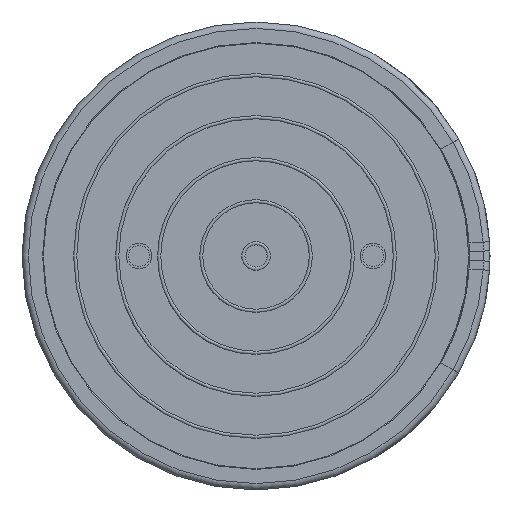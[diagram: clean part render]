
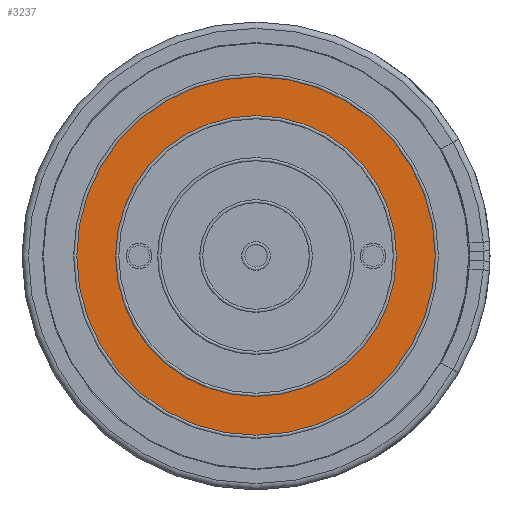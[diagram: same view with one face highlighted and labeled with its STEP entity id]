
A CAD part, front view. The second image highlights one B-rep face of the part: STEP entity #3237.
In plain terms, the highlighted planar face has unit normal (0, -1, 0).
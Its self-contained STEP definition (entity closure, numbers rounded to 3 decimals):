
#74=FACE_BOUND('',#515,.T.);
#234=PLANE('',#3612);
#358=FACE_OUTER_BOUND('',#514,.T.);
#514=EDGE_LOOP('',(#2889,#2890));
#515=EDGE_LOOP('',(#2891,#2892));
#1010=CIRCLE('',#3575,8.425);
#1011=CIRCLE('',#3576,8.425);
#1034=CIRCLE('',#3605,6.6);
#1035=CIRCLE('',#3606,6.6);
#1422=VERTEX_POINT('',#6571);
#1423=VERTEX_POINT('',#6572);
#1443=VERTEX_POINT('',#6625);
#1444=VERTEX_POINT('',#6626);
#1907=EDGE_CURVE('',#1422,#1423,#1010,.T.);
#1908=EDGE_CURVE('',#1423,#1422,#1011,.T.);
#1934=EDGE_CURVE('',#1443,#1444,#1034,.T.);
#1935=EDGE_CURVE('',#1444,#1443,#1035,.T.);
#2889=ORIENTED_EDGE('',*,*,#1907,.T.);
#2890=ORIENTED_EDGE('',*,*,#1908,.T.);
#2891=ORIENTED_EDGE('',*,*,#1934,.T.);
#2892=ORIENTED_EDGE('',*,*,#1935,.T.);
#3237=ADVANCED_FACE('',(#358,#74),#234,.T.);
#3575=AXIS2_PLACEMENT_3D('',#6573,#4366,#4367);
#3576=AXIS2_PLACEMENT_3D('',#6574,#4368,#4369);
#3605=AXIS2_PLACEMENT_3D('',#6627,#4429,#4430);
#3606=AXIS2_PLACEMENT_3D('',#6628,#4431,#4432);
#3612=AXIS2_PLACEMENT_3D('',#6638,#4445,#4446);
#4366=DIRECTION('center_axis',(0.,-1.,0.));
#4367=DIRECTION('ref_axis',(-1.,0.,0.));
#4368=DIRECTION('center_axis',(0.,-1.,0.));
#4369=DIRECTION('ref_axis',(-1.,0.,0.));
#4429=DIRECTION('center_axis',(0.,1.,0.));
#4430=DIRECTION('ref_axis',(-1.,0.,0.));
#4431=DIRECTION('center_axis',(0.,1.,0.));
#4432=DIRECTION('ref_axis',(-1.,0.,0.));
#4445=DIRECTION('center_axis',(0.,-1.,0.));
#4446=DIRECTION('ref_axis',(0.,0.,-1.));
#6571=CARTESIAN_POINT('',(-8.425,0.1,0.));
#6572=CARTESIAN_POINT('',(8.425,0.1,0.));
#6573=CARTESIAN_POINT('Origin',(0.,0.1,0.));
#6574=CARTESIAN_POINT('Origin',(0.,0.1,0.));
#6625=CARTESIAN_POINT('',(-6.6,0.1,0.));
#6626=CARTESIAN_POINT('',(6.6,0.1,0.));
#6627=CARTESIAN_POINT('Origin',(0.,0.1,0.));
#6628=CARTESIAN_POINT('Origin',(0.,0.1,0.));
#6638=CARTESIAN_POINT('Origin',(0.,0.1,0.));
